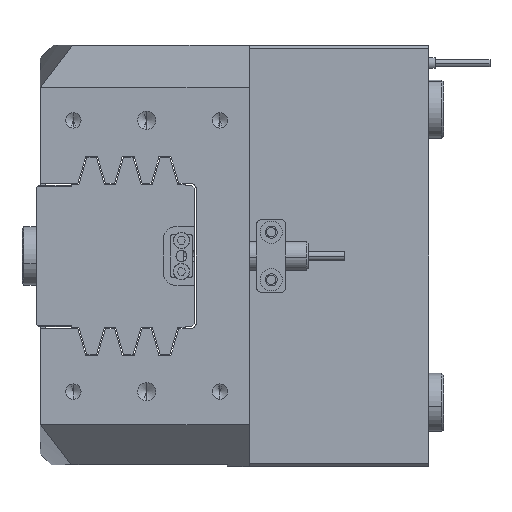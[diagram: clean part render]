
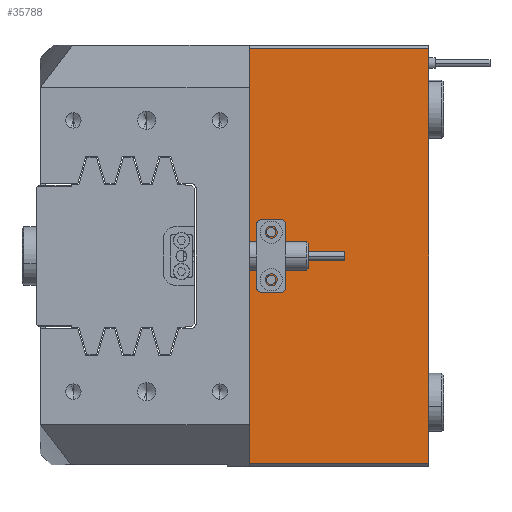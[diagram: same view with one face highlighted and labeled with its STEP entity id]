
A CAD part, left-side view. The second image highlights one B-rep face of the part: STEP entity #35788.
In plain terms, the highlighted planar face has unit normal (-1, 0, 0).
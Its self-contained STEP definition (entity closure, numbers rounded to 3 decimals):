
#347 = DIRECTION ( 'NONE',  ( 0., 0., 1. ) ) ;
#836 = AXIS2_PLACEMENT_3D ( 'NONE', #22936, #35910, #3587 ) ;
#1164 = CIRCLE ( 'NONE', #16720, 1.25 ) ;
#1172 = EDGE_CURVE ( 'NONE', #33455, #39910, #23965, .T. ) ;
#2259 = DIRECTION ( 'NONE',  ( 0., 0., -1. ) ) ;
#2362 = ORIENTED_EDGE ( 'NONE', *, *, #13163, .F. ) ;
#3029 = DIRECTION ( 'NONE',  ( 0., 1., 0. ) ) ;
#3403 = DIRECTION ( 'NONE',  ( -1., 0., 0. ) ) ;
#3431 = CARTESIAN_POINT ( 'NONE',  ( -93., -63.5, -56.5 ) ) ;
#3587 = DIRECTION ( 'NONE',  ( 0., 1., 0. ) ) ;
#4129 = ORIENTED_EDGE ( 'NONE', *, *, #21040, .F. ) ;
#4333 = EDGE_CURVE ( 'NONE', #29359, #38637, #27268, .T. ) ;
#4427 = FACE_BOUND ( 'NONE', #38909, .T. ) ;
#4975 = CARTESIAN_POINT ( 'NONE',  ( -93., -20.5, -6.5 ) ) ;
#4979 = AXIS2_PLACEMENT_3D ( 'NONE', #22596, #3403, #347 ) ;
#6369 = CARTESIAN_POINT ( 'NONE',  ( -93., -63.5, 56.5 ) ) ;
#6535 = VECTOR ( 'NONE', #10516, 1000. ) ;
#6661 = EDGE_CURVE ( 'NONE', #26155, #12096, #32476, .T. ) ;
#7280 = CARTESIAN_POINT ( 'NONE',  ( -93., -14.5, 57.5 ) ) ;
#8138 = ORIENTED_EDGE ( 'NONE', *, *, #38636, .T. ) ;
#10361 = ORIENTED_EDGE ( 'NONE', *, *, #4333, .F. ) ;
#10516 = DIRECTION ( 'NONE',  ( 0., 0., -1. ) ) ;
#10575 = CARTESIAN_POINT ( 'NONE',  ( -93., -20.5, -6.5 ) ) ;
#12066 = CARTESIAN_POINT ( 'NONE',  ( -93., -63.5, 57.5 ) ) ;
#12096 = VERTEX_POINT ( 'NONE', #39383 ) ;
#12118 = ORIENTED_EDGE ( 'NONE', *, *, #1172, .F. ) ;
#12821 = EDGE_LOOP ( 'NONE', ( #33538, #16400, #10361, #8138 ) ) ;
#13163 = EDGE_CURVE ( 'NONE', #39910, #33455, #1164, .T. ) ;
#13380 = DIRECTION ( 'NONE',  ( -1., 0., 0. ) ) ;
#13990 = VECTOR ( 'NONE', #3029, 1000. ) ;
#14928 = FACE_BOUND ( 'NONE', #37226, .T. ) ;
#15278 = EDGE_CURVE ( 'NONE', #12096, #38637, #26399, .T. ) ;
#16059 = VERTEX_POINT ( 'NONE', #34606 ) ;
#16347 = CARTESIAN_POINT ( 'NONE',  ( -93., -63.5, -56.5 ) ) ;
#16400 = ORIENTED_EDGE ( 'NONE', *, *, #15278, .T. ) ;
#16720 = AXIS2_PLACEMENT_3D ( 'NONE', #26473, #13380, #29807 ) ;
#18678 = EDGE_CURVE ( 'NONE', #40958, #16059, #28706, .T. ) ;
#21040 = EDGE_CURVE ( 'NONE', #16059, #40958, #23020, .T. ) ;
#22596 = CARTESIAN_POINT ( 'NONE',  ( -93., -20.5, 6.5 ) ) ;
#22936 = CARTESIAN_POINT ( 'NONE',  ( -93., -63.5, 57.5 ) ) ;
#22939 = LINE ( 'NONE', #28801, #13990 ) ;
#23020 = CIRCLE ( 'NONE', #28444, 1.25 ) ;
#23965 = CIRCLE ( 'NONE', #4979, 1.25 ) ;
#24906 = VECTOR ( 'NONE', #38785, 1000. ) ;
#25570 = ORIENTED_EDGE ( 'NONE', *, *, #18678, .F. ) ;
#26028 = PLANE ( 'NONE',  #836 ) ;
#26155 = VERTEX_POINT ( 'NONE', #31060 ) ;
#26399 = LINE ( 'NONE', #16347, #24906 ) ;
#26473 = CARTESIAN_POINT ( 'NONE',  ( -93., -20.5, 6.5 ) ) ;
#26577 = DIRECTION ( 'NONE',  ( 0., 0., 1. ) ) ;
#27268 = LINE ( 'NONE', #12066, #29304 ) ;
#27412 = DIRECTION ( 'NONE',  ( -1., 0., 0. ) ) ;
#28444 = AXIS2_PLACEMENT_3D ( 'NONE', #4975, #27412, #40338 ) ;
#28706 = CIRCLE ( 'NONE', #34512, 1.25 ) ;
#28801 = CARTESIAN_POINT ( 'NONE',  ( -93., -63.5, 56.5 ) ) ;
#29304 = VECTOR ( 'NONE', #2259, 1000. ) ;
#29359 = VERTEX_POINT ( 'NONE', #6369 ) ;
#29807 = DIRECTION ( 'NONE',  ( 0., 0., 1. ) ) ;
#30096 = CARTESIAN_POINT ( 'NONE',  ( -93., -20.5, -5.25 ) ) ;
#31060 = CARTESIAN_POINT ( 'NONE',  ( -93., -14.5, 56.5 ) ) ;
#31707 = CARTESIAN_POINT ( 'NONE',  ( -93., -20.5, 7.75 ) ) ;
#32476 = LINE ( 'NONE', #7280, #6535 ) ;
#33455 = VERTEX_POINT ( 'NONE', #31707 ) ;
#33538 = ORIENTED_EDGE ( 'NONE', *, *, #6661, .T. ) ;
#34512 = AXIS2_PLACEMENT_3D ( 'NONE', #10575, #38829, #26577 ) ;
#34606 = CARTESIAN_POINT ( 'NONE',  ( -93., -20.5, -7.75 ) ) ;
#34935 = CARTESIAN_POINT ( 'NONE',  ( -93., -20.5, 5.25 ) ) ;
#35788 = ADVANCED_FACE ( 'NONE', ( #4427, #14928, #36347 ), #26028, .F. ) ;
#35910 = DIRECTION ( 'NONE',  ( 1., 0., 0. ) ) ;
#36347 = FACE_OUTER_BOUND ( 'NONE', #12821, .T. ) ;
#37226 = EDGE_LOOP ( 'NONE', ( #12118, #2362 ) ) ;
#38636 = EDGE_CURVE ( 'NONE', #29359, #26155, #22939, .T. ) ;
#38637 = VERTEX_POINT ( 'NONE', #3431 ) ;
#38785 = DIRECTION ( 'NONE',  ( 0., -1., 0. ) ) ;
#38829 = DIRECTION ( 'NONE',  ( -1., 0., 0. ) ) ;
#38909 = EDGE_LOOP ( 'NONE', ( #25570, #4129 ) ) ;
#39383 = CARTESIAN_POINT ( 'NONE',  ( -93., -14.5, -56.5 ) ) ;
#39910 = VERTEX_POINT ( 'NONE', #34935 ) ;
#40338 = DIRECTION ( 'NONE',  ( 0., 0., 1. ) ) ;
#40958 = VERTEX_POINT ( 'NONE', #30096 ) ;
